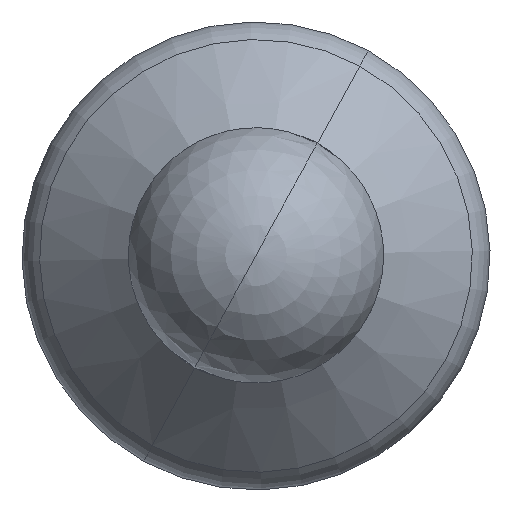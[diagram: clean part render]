
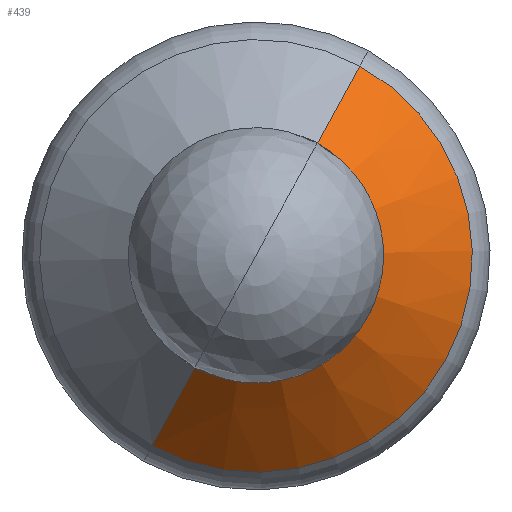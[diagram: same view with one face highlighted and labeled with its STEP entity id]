
A CAD part, top view. The second image highlights one B-rep face of the part: STEP entity #439.
In plain terms, the highlighted conical face has half-angle 45.011 degrees and reference radius 0.5 mm.
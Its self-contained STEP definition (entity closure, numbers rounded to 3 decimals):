
#358=CARTESIAN_POINT('Vertex',(1.698,3.109,54.953)) ;
#361=CARTESIAN_POINT('Axis2P3D Location',(0.,0.,54.953)) ;
#365=CARTESIAN_POINT('Vertex',(-1.698,-3.109,54.953)) ;
#409=CARTESIAN_POINT('Axis2P3D Location',(0.,0.,57.994)) ;
#414=CARTESIAN_POINT('Line Origine',(1.326,2.426,55.73)) ;
#418=CARTESIAN_POINT('Vertex',(0.24,0.439,57.994)) ;
#421=CARTESIAN_POINT('Axis2P3D Location',(0.,0.,57.994)) ;
#425=CARTESIAN_POINT('Vertex',(-0.24,-0.439,57.994)) ;
#428=CARTESIAN_POINT('Line Origine',(-1.326,-2.426,55.73)) ;
#416=VECTOR('Line Direction',#415,1.) ;
#430=VECTOR('Line Direction',#429,1.) ;
#362=DIRECTION('Axis2P3D Direction',(-0.,0.,-1.)) ;
#410=DIRECTION('Axis2P3D Direction',(0.,0.,-1.)) ;
#411=DIRECTION('Axis2P3D XDirection',(0.479,0.878,0.)) ;
#415=DIRECTION('Vector Direction',(0.339,0.621,-0.707)) ;
#422=DIRECTION('Axis2P3D Direction',(0.,0.,-1.)) ;
#429=DIRECTION('Vector Direction',(-0.339,-0.621,-0.707)) ;
#363=AXIS2_PLACEMENT_3D('Circle Axis2P3D',#361,#362,$) ;
#412=AXIS2_PLACEMENT_3D('Cone Axis2P3D',#409,#410,#411) ;
#423=AXIS2_PLACEMENT_3D('Circle Axis2P3D',#421,#422,$) ;
#417=LINE('Line',#414,#416) ;
#431=LINE('Line',#428,#430) ;
#364=CIRCLE('generated circle',#363,3.542) ;
#424=CIRCLE('generated circle',#423,0.5) ;
#413=CONICAL_SURFACE('Cone',#412,0.5,0.786) ;
#367=EDGE_CURVE('',#359,#366,#364,.T.) ;
#420=EDGE_CURVE('',#359,#419,#417,.F.) ;
#427=EDGE_CURVE('',#419,#426,#424,.T.) ;
#432=EDGE_CURVE('',#366,#426,#431,.F.) ;
#433=EDGE_LOOP('',(#434,#435,#436,#437)) ;
#434=ORIENTED_EDGE('',*,*,#420,.T.) ;
#435=ORIENTED_EDGE('',*,*,#427,.T.) ;
#436=ORIENTED_EDGE('',*,*,#432,.F.) ;
#437=ORIENTED_EDGE('',*,*,#367,.F.) ;
#359=VERTEX_POINT('',#358) ;
#366=VERTEX_POINT('',#365) ;
#419=VERTEX_POINT('',#418) ;
#426=VERTEX_POINT('',#425) ;
#439=ADVANCED_FACE('Corps principal',(#438),#413,.T.) ;
#438=FACE_OUTER_BOUND('',#433,.T.) ;
